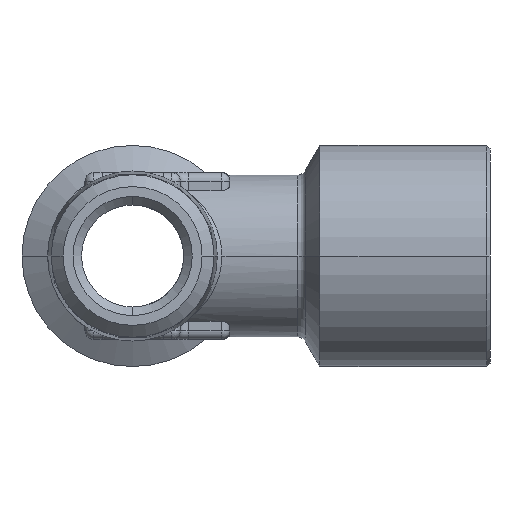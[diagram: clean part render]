
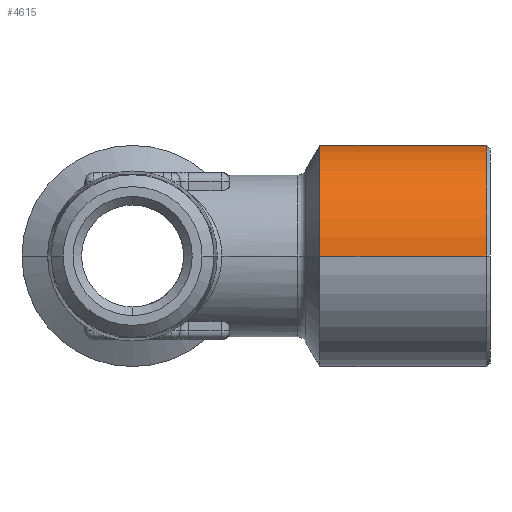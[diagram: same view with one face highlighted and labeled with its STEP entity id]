
A CAD part, front view. The second image highlights one B-rep face of the part: STEP entity #4615.
In plain terms, the highlighted cylindrical face has radius 6.5 mm (diameter 13 mm), a partial arc.
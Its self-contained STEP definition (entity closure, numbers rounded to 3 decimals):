
#2486 = DIRECTION ( 'NONE',  ( 0., -1., 0. ) ) ;
#2487 = DIRECTION ( 'NONE',  ( -1., 0., 0. ) ) ;
#2488 = CARTESIAN_POINT ( 'NONE',  ( 20.8, 0., 0. ) ) ;
#2489 = AXIS2_PLACEMENT_3D ( 'NONE', #2488, #2487, #2486 ) ;
#2490 = CIRCLE ( 'NONE', #2489, 6.5 ) ;
#2491 = DIRECTION ( 'NONE',  ( -1., 0., 0. ) ) ;
#2492 = VECTOR ( 'NONE', #2491, 1000. ) ;
#2493 = CARTESIAN_POINT ( 'NONE',  ( -9.788, 6.5, 0. ) ) ;
#2494 = LINE ( 'NONE', #2493, #2492 ) ;
#2495 = CARTESIAN_POINT ( 'NONE',  ( 20.8, 6.5, 0. ) ) ;
#2498 = DIRECTION ( 'NONE',  ( -1., 0., 0. ) ) ;
#2499 = VECTOR ( 'NONE', #2498, 1000. ) ;
#2500 = CARTESIAN_POINT ( 'NONE',  ( -9.788, -6.5, 0. ) ) ;
#2501 = LINE ( 'NONE', #2500, #2499 ) ;
#2680 = AXIS2_PLACEMENT_3D ( 'NONE', #2739, #2738, #2737 ) ;
#2681 = CYLINDRICAL_SURFACE ( 'NONE', #2680, 6.5 ) ;
#2682 = FACE_OUTER_BOUND ( 'NONE', #4619, .T. ) ;
#2687 = CARTESIAN_POINT ( 'NONE',  ( 11., 6.5, 0. ) ) ;
#2688 = DIRECTION ( 'NONE',  ( 0., -1., 0. ) ) ;
#2689 = DIRECTION ( 'NONE',  ( -1., 0., 0. ) ) ;
#2690 = CARTESIAN_POINT ( 'NONE',  ( 11., 0., 0. ) ) ;
#2691 = AXIS2_PLACEMENT_3D ( 'NONE', #2690, #2689, #2688 ) ;
#2692 = CIRCLE ( 'NONE', #2691, 6.5 ) ;
#2693 = CARTESIAN_POINT ( 'NONE',  ( 11., -6.5, 0. ) ) ;
#2729 = CARTESIAN_POINT ( 'NONE',  ( 20.8, -6.5, 0. ) ) ;
#2737 = DIRECTION ( 'NONE',  ( 0., -1., 0. ) ) ;
#2738 = DIRECTION ( 'NONE',  ( -1., 0., 0. ) ) ;
#2739 = CARTESIAN_POINT ( 'NONE',  ( -9.788, 0., 0. ) ) ;
#4480 = EDGE_CURVE ( 'NONE', #4622, #4609, #2501, .T. ) ;
#4481 = ORIENTED_EDGE ( 'NONE', *, *, #4611, .F. ) ;
#4482 = ORIENTED_EDGE ( 'NONE', *, *, #4480, .F. ) ;
#4484 = ORIENTED_EDGE ( 'NONE', *, *, #4487, .T. ) ;
#4486 = VERTEX_POINT ( 'NONE', #2495 ) ;
#4487 = EDGE_CURVE ( 'NONE', #4486, #4612, #2494, .T. ) ;
#4489 = EDGE_CURVE ( 'NONE', #4622, #4486, #2490, .T. ) ;
#4609 = VERTEX_POINT ( 'NONE', #2693 ) ;
#4611 = EDGE_CURVE ( 'NONE', #4609, #4612, #2692, .T. ) ;
#4612 = VERTEX_POINT ( 'NONE', #2687 ) ;
#4615 = ADVANCED_FACE ( 'NONE', ( #2682 ), #2681, .T. ) ;
#4619 = EDGE_LOOP ( 'NONE', ( #4620, #4484, #4481, #4482 ) ) ;
#4620 = ORIENTED_EDGE ( 'NONE', *, *, #4489, .T. ) ;
#4622 = VERTEX_POINT ( 'NONE', #2729 ) ;
